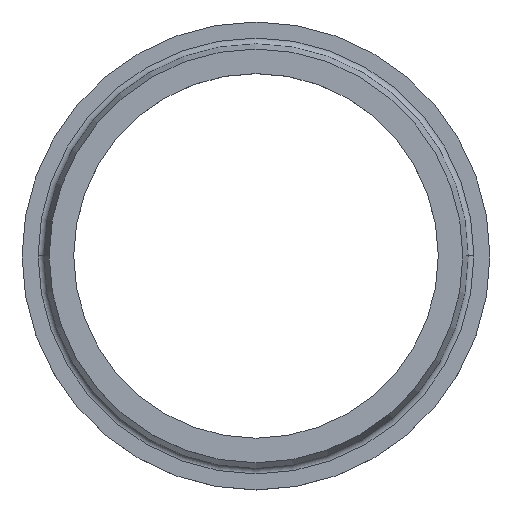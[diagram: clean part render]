
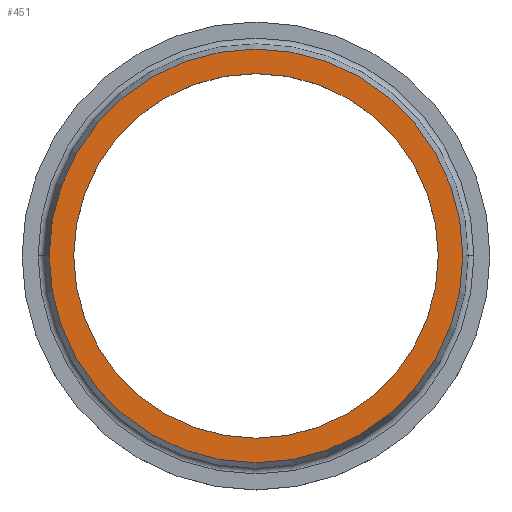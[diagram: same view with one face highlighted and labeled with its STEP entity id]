
A CAD part, top view. The second image highlights one B-rep face of the part: STEP entity #451.
In plain terms, the highlighted planar face has unit normal (0, 0, 1).
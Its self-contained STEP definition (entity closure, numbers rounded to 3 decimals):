
#5 = CIRCLE ( 'NONE', #71, 400. ) ;
#6 = PLANE ( 'NONE',  #371 ) ;
#26 = EDGE_CURVE ( 'NONE', #172, #387, #235, .T. ) ;
#28 = VERTEX_POINT ( 'NONE', #434 ) ;
#40 = DIRECTION ( 'NONE',  ( 0., 0., 1. ) ) ;
#42 = DIRECTION ( 'NONE',  ( 0., 0., -1. ) ) ;
#44 = CARTESIAN_POINT ( 'NONE',  ( 0., 400., 140. ) ) ;
#46 = DIRECTION ( 'NONE',  ( -1., 0., 0. ) ) ;
#52 = CIRCLE ( 'NONE', #337, 352.6 ) ;
#59 = EDGE_LOOP ( 'NONE', ( #113, #297 ) ) ;
#71 = AXIS2_PLACEMENT_3D ( 'NONE', #114, #42, #229 ) ;
#72 = CARTESIAN_POINT ( 'NONE',  ( 400., 0., 140. ) ) ;
#76 = DIRECTION ( 'NONE',  ( 1., 0., 0. ) ) ;
#78 = CARTESIAN_POINT ( 'NONE',  ( -400., 0., 140. ) ) ;
#84 = DIRECTION ( 'NONE',  ( -1., 0., 0. ) ) ;
#113 = ORIENTED_EDGE ( 'NONE', *, *, #401, .F. ) ;
#114 = CARTESIAN_POINT ( 'NONE',  ( 0., 0., 140. ) ) ;
#139 = DIRECTION ( 'NONE',  ( -1., 0., 0. ) ) ;
#150 = ORIENTED_EDGE ( 'NONE', *, *, #303, .T. ) ;
#155 = CARTESIAN_POINT ( 'NONE',  ( -352.6, 0., 140. ) ) ;
#169 = DIRECTION ( 'NONE',  ( 0., 0., -1. ) ) ;
#172 = VERTEX_POINT ( 'NONE', #72 ) ;
#175 = EDGE_LOOP ( 'NONE', ( #182, #150 ) ) ;
#182 = ORIENTED_EDGE ( 'NONE', *, *, #272, .T. ) ;
#229 = DIRECTION ( 'NONE',  ( -1., 0., 0. ) ) ;
#235 = CIRCLE ( 'NONE', #295, 400. ) ;
#270 = FACE_OUTER_BOUND ( 'NONE', #59, .T. ) ;
#272 = EDGE_CURVE ( 'NONE', #363, #28, #52, .T. ) ;
#276 = CARTESIAN_POINT ( 'NONE',  ( 0., 0., 140. ) ) ;
#295 = AXIS2_PLACEMENT_3D ( 'NONE', #389, #327, #139 ) ;
#297 = ORIENTED_EDGE ( 'NONE', *, *, #26, .F. ) ;
#303 = EDGE_CURVE ( 'NONE', #28, #363, #391, .T. ) ;
#315 = AXIS2_PLACEMENT_3D ( 'NONE', #427, #169, #46 ) ;
#327 = DIRECTION ( 'NONE',  ( 0., 0., -1. ) ) ;
#337 = AXIS2_PLACEMENT_3D ( 'NONE', #276, #385, #84 ) ;
#363 = VERTEX_POINT ( 'NONE', #155 ) ;
#371 = AXIS2_PLACEMENT_3D ( 'NONE', #44, #40, #76 ) ;
#385 = DIRECTION ( 'NONE',  ( 0., 0., -1. ) ) ;
#387 = VERTEX_POINT ( 'NONE', #78 ) ;
#389 = CARTESIAN_POINT ( 'NONE',  ( 0., 0., 140. ) ) ;
#391 = CIRCLE ( 'NONE', #315, 352.6 ) ;
#401 = EDGE_CURVE ( 'NONE', #387, #172, #5, .T. ) ;
#418 = FACE_BOUND ( 'NONE', #175, .T. ) ;
#427 = CARTESIAN_POINT ( 'NONE',  ( 0., 0., 140. ) ) ;
#434 = CARTESIAN_POINT ( 'NONE',  ( 352.6, 0., 140. ) ) ;
#451 = ADVANCED_FACE ( 'NONE', ( #418, #270 ), #6, .T. ) ;
